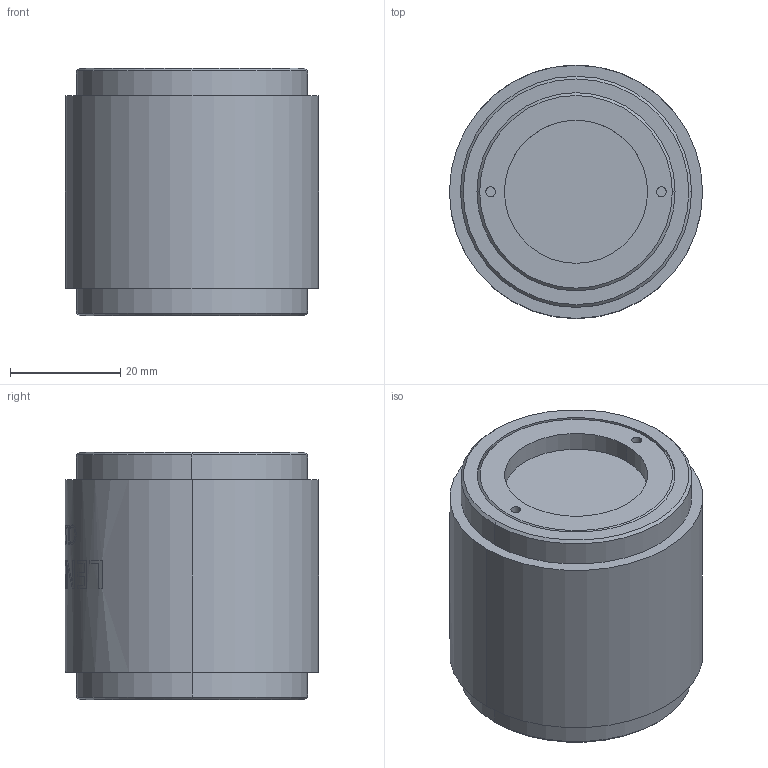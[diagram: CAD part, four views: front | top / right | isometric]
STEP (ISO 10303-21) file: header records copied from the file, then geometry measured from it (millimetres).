
FILE_DESCRIPTION (( 'STEP AP214' ), '1' );
FILE_NAME ('CLS-F60.STEP', '2024-12-05T02:11:54', ( 'Windows User' ), ( 'P R C' ), 'SwSTEP 2.0', 'SolidWorks 2018', '' );
FILE_SCHEMA (( 'AUTOMOTIVE_DESIGN' ));
Length unit declared in the file: millimetre
Products named in the file (5): 囀遠60; 產薛62; CLS-FL-60噩芠; 產薛61; CLS-F60
Assembly tree (5 placements, depth 2):
  CLS-F60
    CLS-FL-60噩芠
    囀遠60  x2
    產薛61
    產薛62
Bounding box: 46 x 46 x 45 mm (x, y, z)
Volume: 35500.8 mm3; surface area: 19600.3 mm2
Topology: 5 solids, 5 shells, 221 faces, 563 edges, 372 vertices
Faces by surface type: plane 97, bspline 64, cylinder 44, cone 12, sphere 4
Entity records: 17415 total; most frequent: CARTESIAN_POINT 12323, ORIENTED_EDGE 1062, DIRECTION 766, EDGE_CURVE 531, VERTEX_POINT 352, AXIS2_PLACEMENT_3D 291, EDGE_LOOP 235, ADVANCED_FACE 207
